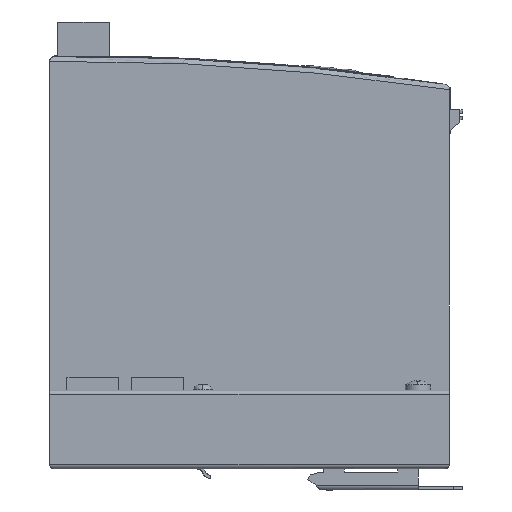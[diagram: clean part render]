
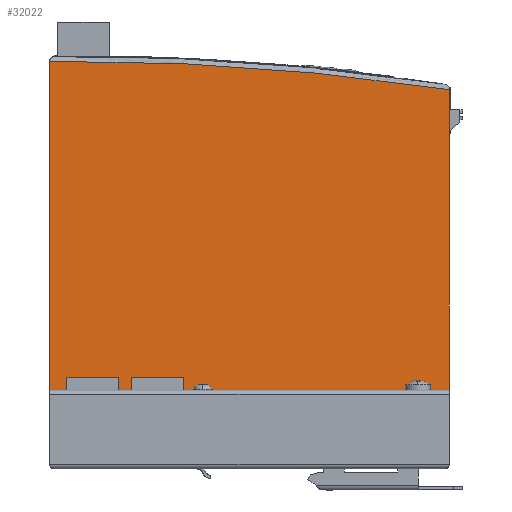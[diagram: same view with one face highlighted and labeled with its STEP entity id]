
A CAD part, left-side view. The second image highlights one B-rep face of the part: STEP entity #32022.
In plain terms, the highlighted planar face has unit normal (-1, 0, 0).
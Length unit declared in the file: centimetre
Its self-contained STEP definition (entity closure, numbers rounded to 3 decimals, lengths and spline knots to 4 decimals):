
#1992=PLANE('',#39985);
#3849=VECTOR('',#33803,1.);
#3850=VECTOR('',#33805,1.);
#3851=VECTOR('',#33807,1.);
#7300=LINE('',#42143,#3849);
#7301=LINE('',#42145,#3850);
#7302=LINE('',#42147,#3851);
#10941=VERTEX_POINT('',#41938);
#10942=VERTEX_POINT('',#41939);
#10949=VERTEX_POINT('',#42002);
#10950=VERTEX_POINT('',#42004);
#10959=VERTEX_POINT('',#42124);
#10960=VERTEX_POINT('',#42125);
#13990=CIRCLE('',#39959,0.15);
#13995=CIRCLE('',#39966,79.85);
#14000=CIRCLE('',#39977,0.15);
#14455=EDGE_CURVE('',#10941,#10942,#13990,.T.);
#14464=EDGE_CURVE('',#10949,#10950,#13995,.T.);
#14481=EDGE_CURVE('',#10959,#10960,#14000,.T.);
#14491=EDGE_CURVE('',#10942,#10949,#7300,.T.);
#14492=EDGE_CURVE('',#10960,#10941,#7301,.T.);
#14493=EDGE_CURVE('',#10950,#10959,#7302,.T.);
#19106=ORIENTED_EDGE('',*,*,#14464,.F.);
#19107=ORIENTED_EDGE('',*,*,#14491,.F.);
#19108=ORIENTED_EDGE('',*,*,#14455,.F.);
#19109=ORIENTED_EDGE('',*,*,#14492,.F.);
#19110=ORIENTED_EDGE('',*,*,#14481,.F.);
#19111=ORIENTED_EDGE('',*,*,#14493,.F.);
#28222=EDGE_LOOP('',(#19106,#19107,#19108,#19109,#19110,#19111));
#30122=FACE_BOUND('',#28222,.T.);
#32022=ADVANCED_FACE('',(#30122),#1992,.F.);
#33742=DIRECTION('',(1.,0.,0.));
#33743=DIRECTION('',(0.,0.106,-0.106));
#33757=DIRECTION('',(1.,0.,0.));
#33758=DIRECTION('',(0.,-5.645,79.65));
#33786=DIRECTION('',(1.,0.,0.));
#33787=DIRECTION('',(0.,-0.106,-0.106));
#33803=DIRECTION('',(0.,0.,1.));
#33805=DIRECTION('',(0.,1.,0.));
#33807=DIRECTION('',(0.,0.,-1.));
#33811=DIRECTION('',(1.,0.,0.));
#39959=AXIS2_PLACEMENT_3D('',#41937,#33742,#33743);
#39966=AXIS2_PLACEMENT_3D('',#42003,#33757,#33758);
#39977=AXIS2_PLACEMENT_3D('',#42123,#33786,#33787);
#39985=AXIS2_PLACEMENT_3D('',#42152,#33811,$);
#41937=CARTESIAN_POINT('',(-2.8,6.2,0.15));
#41938=CARTESIAN_POINT('',(-2.8,6.2,0.));
#41939=CARTESIAN_POINT('',(-2.8,6.35,0.15));
#42002=CARTESIAN_POINT('',(-2.8,6.35,12.95));
#42003=CARTESIAN_POINT('',(-2.8,5.6372,-66.8968));
#42004=CARTESIAN_POINT('',(-2.8,-6.35,12.0483));
#42123=CARTESIAN_POINT('',(-2.8,-6.2,0.15));
#42124=CARTESIAN_POINT('',(-2.8,-6.35,0.15));
#42125=CARTESIAN_POINT('',(-2.8,-6.2,0.));
#42143=CARTESIAN_POINT('',(-2.8,6.35,0.));
#42145=CARTESIAN_POINT('',(-2.8,-6.35,0.));
#42147=CARTESIAN_POINT('',(-2.8,-6.35,12.2));
#42152=CARTESIAN_POINT('',(-2.8,0.1099,6.3728));
